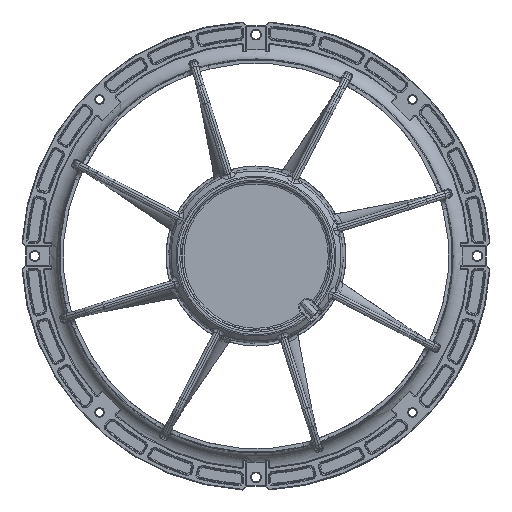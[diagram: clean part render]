
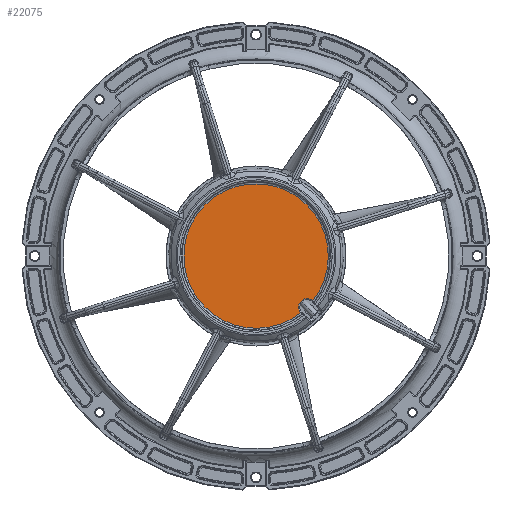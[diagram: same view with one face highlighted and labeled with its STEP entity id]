
A CAD part, front view. The second image highlights one B-rep face of the part: STEP entity #22075.
In plain terms, the highlighted planar face has unit normal (0, -1, 0).
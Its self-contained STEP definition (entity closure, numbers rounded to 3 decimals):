
#3318 = CARTESIAN_POINT ( 'NONE',  ( 162.36, 125.168, 162.36 ) ) ;
#6722 = CIRCLE ( 'NONE', #60565, 38.539 ) ;
#8064 = ORIENTED_EDGE ( 'NONE', *, *, #95606, .T. ) ;
#10102 = AXIS2_PLACEMENT_3D ( 'NONE', #67309, #81151, #14053 ) ;
#12970 = CIRCLE ( 'NONE', #40487, 4.5 ) ;
#14053 = DIRECTION ( 'NONE',  ( 0., 0., -1. ) ) ;
#15520 = ORIENTED_EDGE ( 'NONE', *, *, #94810, .T. ) ;
#16154 = DIRECTION ( 'NONE',  ( 0., 0., -1. ) ) ;
#19717 = AXIS2_PLACEMENT_3D ( 'NONE', #85068, #47570, #76492 ) ;
#22075 = ADVANCED_FACE ( 'NONE', ( #74185 ), #64207, .T. ) ;
#23306 = CIRCLE ( 'NONE', #10102, 38.539 ) ;
#23523 = VERTEX_POINT ( 'NONE', #53148 ) ;
#25434 = DIRECTION ( 'NONE',  ( 0., -1., 0. ) ) ;
#28177 = CIRCLE ( 'NONE', #19717, 38.539 ) ;
#33247 = CARTESIAN_POINT ( 'NONE',  ( 190.111, 125.168, 190.111 ) ) ;
#34673 = CARTESIAN_POINT ( 'NONE',  ( 186.247, 125.168, 132.117 ) ) ;
#38507 = EDGE_CURVE ( 'NONE', #23523, #83773, #6722, .T. ) ;
#40487 = AXIS2_PLACEMENT_3D ( 'NONE', #75980, #83887, #16154 ) ;
#40504 = DIRECTION ( 'NONE',  ( 0., 0., -1. ) ) ;
#41830 = ORIENTED_EDGE ( 'NONE', *, *, #63746, .T. ) ;
#41884 = AXIS2_PLACEMENT_3D ( 'NONE', #33247, #25434, #40504 ) ;
#47570 = DIRECTION ( 'NONE',  ( 0., -1., 0. ) ) ;
#48670 = DIRECTION ( 'NONE',  ( 0., 0., -1. ) ) ;
#52728 = CARTESIAN_POINT ( 'NONE',  ( 135.109, 125.168, 135.109 ) ) ;
#53142 = VERTEX_POINT ( 'NONE', #34673 ) ;
#53148 = CARTESIAN_POINT ( 'NONE',  ( 192.603, 125.168, 138.473 ) ) ;
#58992 = ORIENTED_EDGE ( 'NONE', *, *, #38507, .T. ) ;
#60565 = AXIS2_PLACEMENT_3D ( 'NONE', #3318, #85858, #48670 ) ;
#63069 = VERTEX_POINT ( 'NONE', #52728 ) ;
#63746 = EDGE_CURVE ( 'NONE', #83773, #63069, #23306, .T. ) ;
#64207 = PLANE ( 'NONE',  #41884 ) ;
#65384 = EDGE_LOOP ( 'NONE', ( #15520, #8064, #58992, #41830 ) ) ;
#67309 = CARTESIAN_POINT ( 'NONE',  ( 162.36, 125.168, 162.36 ) ) ;
#74185 = FACE_OUTER_BOUND ( 'NONE', #65384, .T. ) ;
#75980 = CARTESIAN_POINT ( 'NONE',  ( 189.583, 125.168, 135.136 ) ) ;
#76492 = DIRECTION ( 'NONE',  ( 0., 0., -1. ) ) ;
#81151 = DIRECTION ( 'NONE',  ( 0., -1., 0. ) ) ;
#83773 = VERTEX_POINT ( 'NONE', #90844 ) ;
#83887 = DIRECTION ( 'NONE',  ( 0., 1., 0. ) ) ;
#85068 = CARTESIAN_POINT ( 'NONE',  ( 162.36, 125.168, 162.36 ) ) ;
#85858 = DIRECTION ( 'NONE',  ( 0., -1., 0. ) ) ;
#90844 = CARTESIAN_POINT ( 'NONE',  ( 189.61, 125.168, 189.611 ) ) ;
#94810 = EDGE_CURVE ( 'NONE', #63069, #53142, #28177, .T. ) ;
#95606 = EDGE_CURVE ( 'NONE', #53142, #23523, #12970, .T. ) ;
